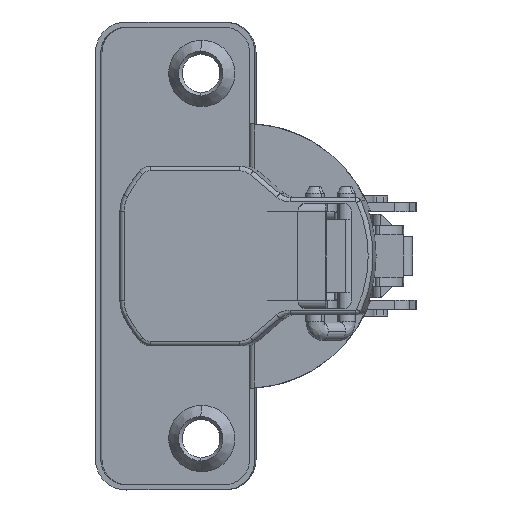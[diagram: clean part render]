
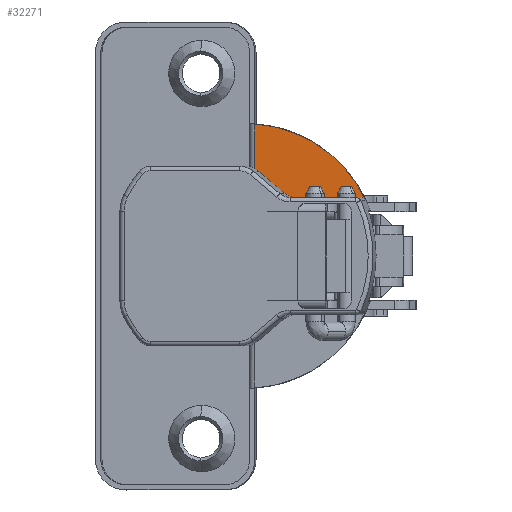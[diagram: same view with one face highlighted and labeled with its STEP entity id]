
A CAD part, left-side view. The second image highlights one B-rep face of the part: STEP entity #32271.
In plain terms, the highlighted face is planar.
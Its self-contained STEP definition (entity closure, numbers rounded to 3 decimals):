
#665 = VECTOR ( 'NONE', #34747, 1000. ) ;
#1448 = AXIS2_PLACEMENT_3D ( 'NONE', #34435, #22370, #2941 ) ;
#1496 = EDGE_CURVE ( 'NONE', #11534, #34457, #36383, .T. ) ;
#1937 = CARTESIAN_POINT ( 'NONE',  ( 7.7, -5.35, 3.6 ) ) ;
#2702 = EDGE_CURVE ( 'NONE', #18291, #20818, #13505, .T. ) ;
#2941 = DIRECTION ( 'NONE',  ( 0., 1., 0. ) ) ;
#3039 = DIRECTION ( 'NONE',  ( 0., 1., 0. ) ) ;
#3259 = PLANE ( 'NONE',  #6669 ) ;
#5866 = ORIENTED_EDGE ( 'NONE', *, *, #6034, .T. ) ;
#5907 = DIRECTION ( 'NONE',  ( 0., -1., 0. ) ) ;
#6034 = EDGE_CURVE ( 'NONE', #7585, #27175, #32746, .T. ) ;
#6646 = VECTOR ( 'NONE', #9844, 1000. ) ;
#6669 = AXIS2_PLACEMENT_3D ( 'NONE', #23433, #11933, #26087 ) ;
#6692 = VECTOR ( 'NONE', #5907, 1000. ) ;
#7585 = VERTEX_POINT ( 'NONE', #14905 ) ;
#9844 = DIRECTION ( 'NONE',  ( -0.643, -0.766, 0. ) ) ;
#10190 = CARTESIAN_POINT ( 'NONE',  ( 11.473, 0.007, 3.6 ) ) ;
#10837 = ORIENTED_EDGE ( 'NONE', *, *, #12389, .T. ) ;
#11534 = VERTEX_POINT ( 'NONE', #1937 ) ;
#11933 = DIRECTION ( 'NONE',  ( 0., 0., 1. ) ) ;
#12389 = EDGE_CURVE ( 'NONE', #36847, #7585, #19209, .T. ) ;
#12547 = ORIENTED_EDGE ( 'NONE', *, *, #1496, .F. ) ;
#12573 = AXIS2_PLACEMENT_3D ( 'NONE', #34145, #22451, #19812 ) ;
#12787 = CARTESIAN_POINT ( 'NONE',  ( 17.362, 0.007, 3.6 ) ) ;
#12893 = AXIS2_PLACEMENT_3D ( 'NONE', #33612, #32866, #13427 ) ;
#13427 = DIRECTION ( 'NONE',  ( 0., 1., 0. ) ) ;
#13505 = CIRCLE ( 'NONE', #18330, 2.8 ) ;
#14188 = CARTESIAN_POINT ( 'NONE',  ( 7.7, -14.012, 3.6 ) ) ;
#14905 = CARTESIAN_POINT ( 'NONE',  ( 7.293, -14.648, 3.6 ) ) ;
#18291 = VERTEX_POINT ( 'NONE', #10190 ) ;
#18330 = AXIS2_PLACEMENT_3D ( 'NONE', #25872, #31513, #3039 ) ;
#18616 = ORIENTED_EDGE ( 'NONE', *, *, #2702, .T. ) ;
#19209 = CIRCLE ( 'NONE', #12573, 0.7 ) ;
#19812 = DIRECTION ( 'NONE',  ( 0., 1., 0. ) ) ;
#19869 = LINE ( 'NONE', #31737, #665 ) ;
#20818 = VERTEX_POINT ( 'NONE', #25474 ) ;
#20982 = LINE ( 'NONE', #21534, #6646 ) ;
#21534 = CARTESIAN_POINT ( 'NONE',  ( 11.145, -0.48, 3.6 ) ) ;
#21569 = ORIENTED_EDGE ( 'NONE', *, *, #33382, .T. ) ;
#22370 = DIRECTION ( 'NONE',  ( 0., 0., -1. ) ) ;
#22451 = DIRECTION ( 'NONE',  ( 0., 0., -1. ) ) ;
#22504 = EDGE_LOOP ( 'NONE', ( #33928, #10837, #5866, #37236, #18616, #21569, #12547 ) ) ;
#23255 = LINE ( 'NONE', #34751, #6692 ) ;
#23433 = CARTESIAN_POINT ( 'NONE',  ( 7.233, -14.736, 3.6 ) ) ;
#24227 = CARTESIAN_POINT ( 'NONE',  ( 8.191, -4., 3.6 ) ) ;
#25474 = CARTESIAN_POINT ( 'NONE',  ( 11.145, -0.48, 3.6 ) ) ;
#25872 = CARTESIAN_POINT ( 'NONE',  ( 9., 1.32, 3.6 ) ) ;
#26087 = DIRECTION ( 'NONE',  ( 1., 0., 0. ) ) ;
#27175 = VERTEX_POINT ( 'NONE', #12787 ) ;
#30261 = EDGE_CURVE ( 'NONE', #27175, #18291, #19869, .T. ) ;
#31043 = EDGE_CURVE ( 'NONE', #11534, #36847, #23255, .T. ) ;
#31359 = FACE_OUTER_BOUND ( 'NONE', #22504, .T. ) ;
#31513 = DIRECTION ( 'NONE',  ( 0., 0., -1. ) ) ;
#31737 = CARTESIAN_POINT ( 'NONE',  ( 14.434, 0.007, 3.6 ) ) ;
#32271 = ADVANCED_FACE ( 'NONE', ( #31359 ), #3259, .T. ) ;
#32746 = CIRCLE ( 'NONE', #12893, 17.4 ) ;
#32866 = DIRECTION ( 'NONE',  ( 0., 0., 1. ) ) ;
#33382 = EDGE_CURVE ( 'NONE', #20818, #34457, #20982, .T. ) ;
#33612 = CARTESIAN_POINT ( 'NONE',  ( 0., 1.15, 3.6 ) ) ;
#33928 = ORIENTED_EDGE ( 'NONE', *, *, #31043, .T. ) ;
#34145 = CARTESIAN_POINT ( 'NONE',  ( 7., -14.012, 3.6 ) ) ;
#34435 = CARTESIAN_POINT ( 'NONE',  ( 9.8, -5.35, 3.6 ) ) ;
#34457 = VERTEX_POINT ( 'NONE', #24227 ) ;
#34747 = DIRECTION ( 'NONE',  ( -1., 0., 0. ) ) ;
#34751 = CARTESIAN_POINT ( 'NONE',  ( 7.7, -7.364, 3.6 ) ) ;
#36383 = CIRCLE ( 'NONE', #1448, 2.1 ) ;
#36847 = VERTEX_POINT ( 'NONE', #14188 ) ;
#37236 = ORIENTED_EDGE ( 'NONE', *, *, #30261, .T. ) ;
